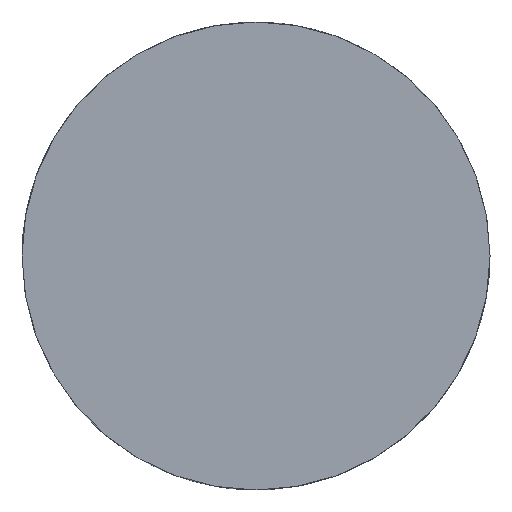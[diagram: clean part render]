
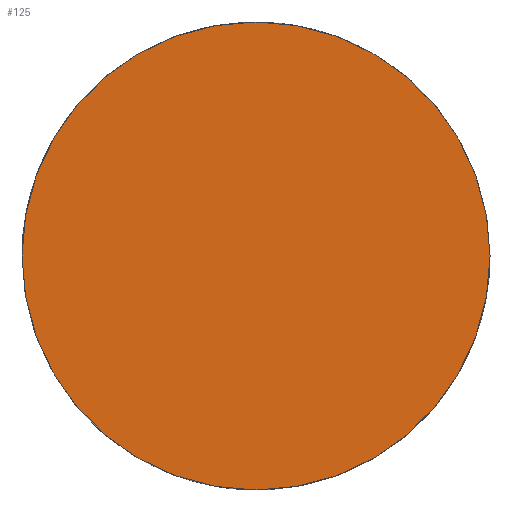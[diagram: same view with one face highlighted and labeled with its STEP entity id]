
A CAD part, top view. The second image highlights one B-rep face of the part: STEP entity #125.
In plain terms, the highlighted planar face has unit normal (0, 0, 1).
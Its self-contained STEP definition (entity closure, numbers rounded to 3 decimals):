
#2 = DIRECTION ( 'NONE',  ( 0., 0., 1. ) ) ;
#7 = AXIS2_PLACEMENT_3D ( 'NONE', #54, #2, #146 ) ;
#8 = VERTEX_POINT ( 'NONE', #131 ) ;
#11 = PLANE ( 'NONE',  #7 ) ;
#25 = DIRECTION ( 'NONE',  ( 0., 0., 1. ) ) ;
#53 = EDGE_CURVE ( 'NONE', #8, #67, #57, .T. ) ;
#54 = CARTESIAN_POINT ( 'NONE',  ( 0., 0., 3. ) ) ;
#57 = CIRCLE ( 'NONE', #139, 12.7 ) ;
#60 = EDGE_LOOP ( 'NONE', ( #143, #164 ) ) ;
#64 = DIRECTION ( 'NONE',  ( 1., 0., 0. ) ) ;
#67 = VERTEX_POINT ( 'NONE', #134 ) ;
#124 = CARTESIAN_POINT ( 'NONE',  ( 0., 0., 3. ) ) ;
#125 = ADVANCED_FACE ( 'NONE', ( #142 ), #11, .T. ) ;
#131 = CARTESIAN_POINT ( 'NONE',  ( -12.7, 0., 3. ) ) ;
#134 = CARTESIAN_POINT ( 'NONE',  ( 12.7, 0., 3. ) ) ;
#136 = DIRECTION ( 'NONE',  ( 1., 0., 0. ) ) ;
#139 = AXIS2_PLACEMENT_3D ( 'NONE', #172, #145, #64 ) ;
#142 = FACE_OUTER_BOUND ( 'NONE', #60, .T. ) ;
#143 = ORIENTED_EDGE ( 'NONE', *, *, #53, .T. ) ;
#145 = DIRECTION ( 'NONE',  ( 0., 0., 1. ) ) ;
#146 = DIRECTION ( 'NONE',  ( 1., 0., 0. ) ) ;
#157 = CIRCLE ( 'NONE', #165, 12.7 ) ;
#164 = ORIENTED_EDGE ( 'NONE', *, *, #166, .T. ) ;
#165 = AXIS2_PLACEMENT_3D ( 'NONE', #124, #25, #136 ) ;
#166 = EDGE_CURVE ( 'NONE', #67, #8, #157, .T. ) ;
#172 = CARTESIAN_POINT ( 'NONE',  ( 0., 0., 3. ) ) ;
